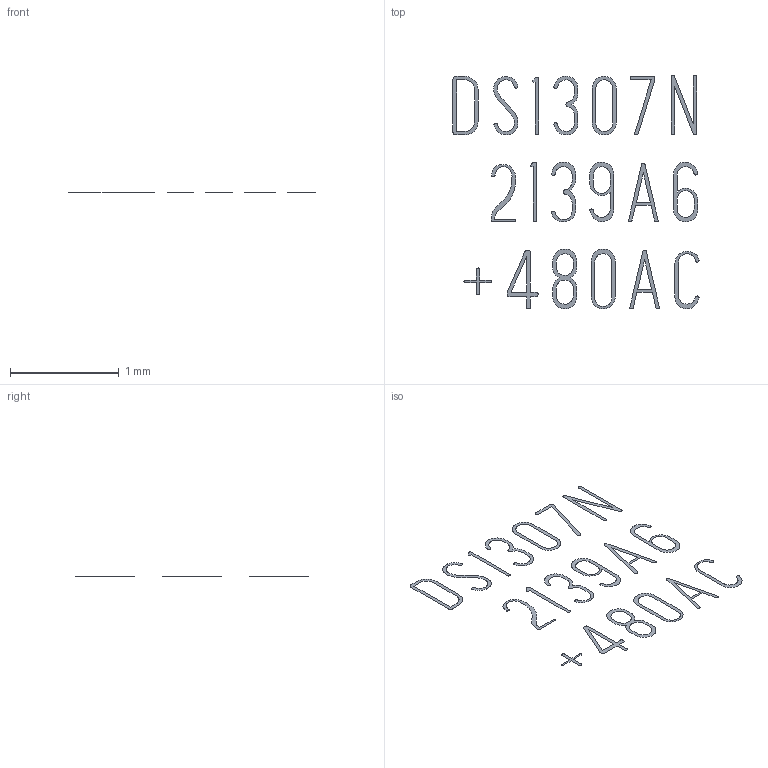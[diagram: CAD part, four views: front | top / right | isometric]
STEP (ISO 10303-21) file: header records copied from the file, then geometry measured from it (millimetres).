
FILE_DESCRIPTION(('FreeCAD Model'),'2;1');
FILE_NAME('Open CASCADE Shape Model','2023-04-29T17:32:12',('Author'),( ''),'Open CASCADE STEP processor 7.5','FreeCAD','Unknown');
FILE_SCHEMA(('AUTOMOTIVE_DESIGN { 1 0 10303 214 1 1 1 1 }'));
Length unit declared in the file: millimetre
Products named in the file (4): text_smd_Line03; Line01; Line002; Line003
Assembly tree (3 placements, depth 2):
  text_smd_Line03
    Line01
    Line002
    Line003
Bounding box: 2.26 x 2.15 x 0 mm (x, y, z)
Surface area: 0.7 mm2 (no closed solid volume)
Topology: 0 solids, 19 shells, 19 faces, 428 edges, 428 vertices
Faces by surface type: plane 19
Entity records: 3945 total; most frequent: CARTESIAN_POINT 1589, ORIENTED_EDGE 428, EDGE_CURVE 428, VERTEX_POINT 428, B_SPLINE_CURVE_WITH_KNOTS 322, DIRECTION 152, LINE 106, VECTOR 106
